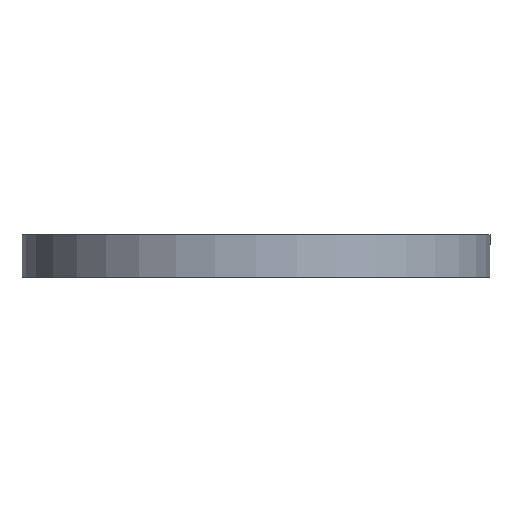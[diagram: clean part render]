
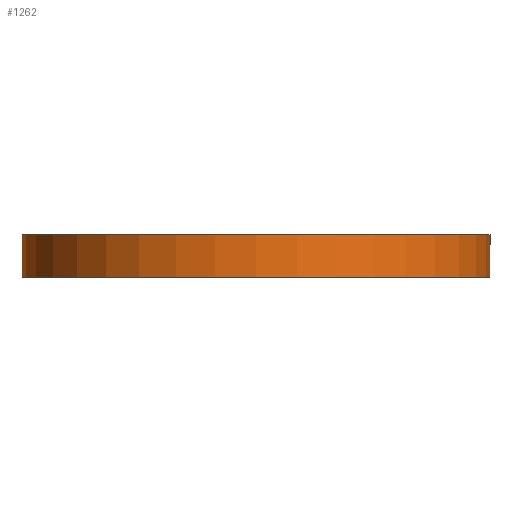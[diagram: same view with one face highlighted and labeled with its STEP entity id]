
A CAD part, front view. The second image highlights one B-rep face of the part: STEP entity #1262.
In plain terms, the highlighted cylindrical face has radius 94 mm (diameter 188 mm), a full revolution.
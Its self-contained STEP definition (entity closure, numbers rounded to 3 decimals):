
#149=FACE_OUTER_BOUND('',#237,.T.);
#237=EDGE_LOOP('',(#1085,#1086,#1087,#1088));
#311=LINE('',#3321,#365);
#365=VECTOR('',#1815,94.);
#389=CIRCLE('',#1317,94.);
#478=CIRCLE('',#1439,94.);
#508=VERTEX_POINT('',#1923);
#608=VERTEX_POINT('',#3319);
#641=EDGE_CURVE('',#508,#508,#389,.T.);
#784=EDGE_CURVE('',#608,#608,#478,.T.);
#785=EDGE_CURVE('',#608,#508,#311,.T.);
#1085=ORIENTED_EDGE('',*,*,#784,.T.);
#1086=ORIENTED_EDGE('',*,*,#785,.T.);
#1087=ORIENTED_EDGE('',*,*,#641,.T.);
#1088=ORIENTED_EDGE('',*,*,#785,.F.);
#1204=CYLINDRICAL_SURFACE('',#1438,94.);
#1262=ADVANCED_FACE('',(#149),#1204,.T.);
#1317=AXIS2_PLACEMENT_3D('',#1924,#1531,#1532);
#1438=AXIS2_PLACEMENT_3D('',#3318,#1811,#1812);
#1439=AXIS2_PLACEMENT_3D('',#3320,#1813,#1814);
#1531=DIRECTION('center_axis',(0.,0.,-1.));
#1532=DIRECTION('ref_axis',(1.,0.,0.));
#1811=DIRECTION('center_axis',(0.,0.,-1.));
#1812=DIRECTION('ref_axis',(1.,0.,0.));
#1813=DIRECTION('center_axis',(0.,0.,1.));
#1814=DIRECTION('ref_axis',(1.,0.,0.));
#1815=DIRECTION('',(0.,0.,1.));
#1923=CARTESIAN_POINT('',(-94.,0.,17.));
#1924=CARTESIAN_POINT('Origin',(0.,0.,
17.));
#3318=CARTESIAN_POINT('Origin',(0.,0.,
26.83));
#3319=CARTESIAN_POINT('',(-94.,0.,0.));
#3320=CARTESIAN_POINT('Origin',(0.,0.,
0.));
#3321=CARTESIAN_POINT('',(-94.,0.,26.83));
